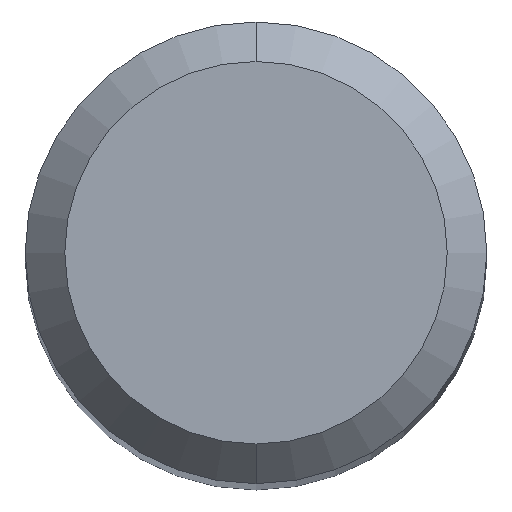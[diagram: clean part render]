
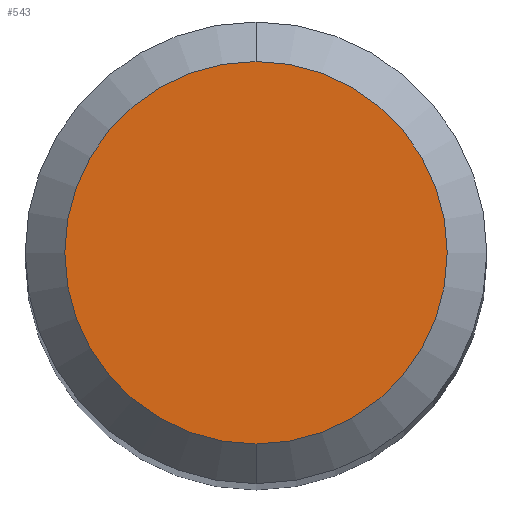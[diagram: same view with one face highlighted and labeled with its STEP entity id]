
A CAD part, top view. The second image highlights one B-rep face of the part: STEP entity #543.
In plain terms, the highlighted planar face has unit normal (0, 0, 1).
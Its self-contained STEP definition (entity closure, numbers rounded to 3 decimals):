
#255=VERTEX_POINT('',#647);
#411=VERTEX_POINT('',#821);
#417=EDGE_CURVE('',#411,#255,#828,.T.);
#441=EDGE_CURVE('',#255,#411,#853,.T.);
#543=ADVANCED_FACE('',(#966),#967,.T.);
#647=CARTESIAN_POINT('',(0.0,1.45,0.0));
#821=CARTESIAN_POINT('',(0.,-1.45,0.0));
#828=CIRCLE('',#1478,1.45);
#853=CIRCLE('',#1524,1.45);
#966=FACE_OUTER_BOUND('',#1700,.T.);
#967=PLANE('',#1701);
#1478=AXIS2_PLACEMENT_3D('',#2062,#2063,#2064);
#1524=AXIS2_PLACEMENT_3D('',#2083,#2084,#2085);
#1700=EDGE_LOOP('',(#2200,#2201));
#1701=AXIS2_PLACEMENT_3D('',#2202,#2203,#2204);
#2062=CARTESIAN_POINT('',(0.0,0.0,0.0));
#2063=DIRECTION('',(0.0,0.0,-1.0));
#2064=DIRECTION('',(0.0,1.0,0.0));
#2083=CARTESIAN_POINT('',(0.0,0.0,0.0));
#2084=DIRECTION('',(0.0,0.0,-1.0));
#2085=DIRECTION('',(0.0,1.0,0.0));
#2200=ORIENTED_EDGE('',*,*,#441,.F.);
#2201=ORIENTED_EDGE('',*,*,#417,.F.);
#2202=CARTESIAN_POINT('',(0.0,0.725,0.0));
#2203=DIRECTION('',(-0.0,0.0,1.0));
#2204=DIRECTION('',(0.0,-1.0,0.0));
